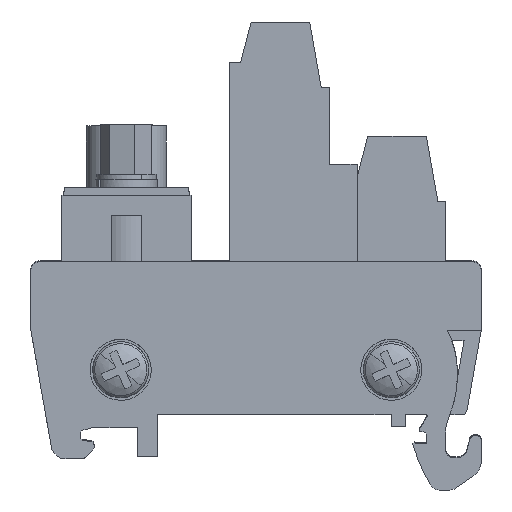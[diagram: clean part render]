
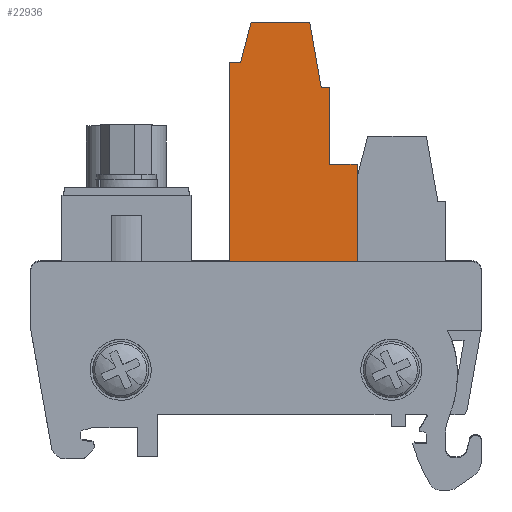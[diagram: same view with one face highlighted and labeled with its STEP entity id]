
A CAD part, left-side view. The second image highlights one B-rep face of the part: STEP entity #22936.
In plain terms, the highlighted planar face has unit normal (-1, 0, 0).
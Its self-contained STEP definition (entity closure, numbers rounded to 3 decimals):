
#22870=AXIS2_PLACEMENT_3D('Plane Axis2P3D',#22867,#22868,#22869) ;
#4070=CARTESIAN_POINT('Vertex',(5.1,25.19,21.5)) ;
#4112=CARTESIAN_POINT('Vertex',(5.1,12.4,21.5)) ;
#4115=CARTESIAN_POINT('Line Origine',(5.1,18.795,21.5)) ;
#21795=CARTESIAN_POINT('Line Origine',(5.1,15.19,36.35)) ;
#21799=CARTESIAN_POINT('Vertex',(5.1,15.19,40.2)) ;
#21801=CARTESIAN_POINT('Vertex',(5.1,15.19,32.5)) ;
#22867=CARTESIAN_POINT('Axis2P3D Location',(5.1,25.19,21.5)) ;
#22872=CARTESIAN_POINT('Line Origine',(5.1,12.4,27.)) ;
#22876=CARTESIAN_POINT('Vertex',(5.1,12.4,32.5)) ;
#22879=CARTESIAN_POINT('Line Origine',(5.1,13.795,32.5)) ;
#22884=CARTESIAN_POINT('Line Origine',(5.1,15.59,40.2)) ;
#22888=CARTESIAN_POINT('Vertex',(5.1,15.99,40.2)) ;
#22891=CARTESIAN_POINT('Line Origine',(5.1,16.565,43.45)) ;
#22895=CARTESIAN_POINT('Vertex',(5.1,17.14,46.7)) ;
#22898=CARTESIAN_POINT('Line Origine',(5.1,20.065,46.7)) ;
#22902=CARTESIAN_POINT('Vertex',(5.1,22.99,46.7)) ;
#22905=CARTESIAN_POINT('Line Origine',(5.1,23.515,44.7)) ;
#22909=CARTESIAN_POINT('Vertex',(5.1,24.04,42.7)) ;
#22912=CARTESIAN_POINT('Line Origine',(5.1,24.615,42.7)) ;
#22916=CARTESIAN_POINT('Vertex',(5.1,25.19,42.7)) ;
#22919=CARTESIAN_POINT('Line Origine',(5.1,25.19,32.1)) ;
#4116=DIRECTION('Vector Direction',(0.,1.,0.)) ;
#21796=DIRECTION('Vector Direction',(0.,0.,-1.)) ;
#22868=DIRECTION('Axis2P3D Direction',(1.,-0.,0.)) ;
#22869=DIRECTION('Axis2P3D XDirection',(0.,0.,-1.)) ;
#22873=DIRECTION('Vector Direction',(0.,0.,1.)) ;
#22880=DIRECTION('Vector Direction',(0.,-1.,0.)) ;
#22885=DIRECTION('Vector Direction',(0.,-1.,0.)) ;
#22892=DIRECTION('Vector Direction',(0.,-0.174,-0.985)) ;
#22899=DIRECTION('Vector Direction',(0.,1.,0.)) ;
#22906=DIRECTION('Vector Direction',(0.,-0.254,0.967)) ;
#22913=DIRECTION('Vector Direction',(0.,-1.,0.)) ;
#22920=DIRECTION('Vector Direction',(0.,0.,1.)) ;
#4117=VECTOR('Line Direction',#4116,1.) ;
#21797=VECTOR('Line Direction',#21796,1.) ;
#22874=VECTOR('Line Direction',#22873,1.) ;
#22881=VECTOR('Line Direction',#22880,1.) ;
#22886=VECTOR('Line Direction',#22885,1.) ;
#22893=VECTOR('Line Direction',#22892,1.) ;
#22900=VECTOR('Line Direction',#22899,1.) ;
#22907=VECTOR('Line Direction',#22906,1.) ;
#22914=VECTOR('Line Direction',#22913,1.) ;
#22921=VECTOR('Line Direction',#22920,1.) ;
#22925=ORIENTED_EDGE('',*,*,#22878,.T.) ;
#22926=ORIENTED_EDGE('',*,*,#22883,.F.) ;
#22927=ORIENTED_EDGE('',*,*,#21803,.F.) ;
#22928=ORIENTED_EDGE('',*,*,#22890,.F.) ;
#22929=ORIENTED_EDGE('',*,*,#22897,.F.) ;
#22930=ORIENTED_EDGE('',*,*,#22904,.T.) ;
#22931=ORIENTED_EDGE('',*,*,#22911,.F.) ;
#22932=ORIENTED_EDGE('',*,*,#22918,.F.) ;
#22933=ORIENTED_EDGE('',*,*,#22923,.F.) ;
#22934=ORIENTED_EDGE('',*,*,#4119,.F.) ;
#22936=ADVANCED_FACE('NONE',(#22935),#22871,.F.) ;
#4119=EDGE_CURVE('',#4113,#4071,#4118,.T.) ;
#21803=EDGE_CURVE('',#21800,#21802,#21798,.T.) ;
#22878=EDGE_CURVE('',#4113,#22877,#22875,.T.) ;
#22883=EDGE_CURVE('',#21802,#22877,#22882,.T.) ;
#22890=EDGE_CURVE('',#22889,#21800,#22887,.T.) ;
#22897=EDGE_CURVE('',#22896,#22889,#22894,.T.) ;
#22904=EDGE_CURVE('',#22896,#22903,#22901,.T.) ;
#22911=EDGE_CURVE('',#22910,#22903,#22908,.T.) ;
#22918=EDGE_CURVE('',#22917,#22910,#22915,.T.) ;
#22923=EDGE_CURVE('',#4071,#22917,#22922,.T.) ;
#22924=EDGE_LOOP('',(#22925,#22926,#22927,#22928,#22929,#22930,#22931,#22932,#22933,#22934)) ;
#22935=FACE_OUTER_BOUND('',#22924,.T.) ;
#4118=LINE('Line',#4115,#4117) ;
#21798=LINE('Line',#21795,#21797) ;
#22875=LINE('Line',#22872,#22874) ;
#22882=LINE('Line',#22879,#22881) ;
#22887=LINE('Line',#22884,#22886) ;
#22894=LINE('Line',#22891,#22893) ;
#22901=LINE('Line',#22898,#22900) ;
#22908=LINE('Line',#22905,#22907) ;
#22915=LINE('Line',#22912,#22914) ;
#22922=LINE('Line',#22919,#22921) ;
#22871=PLANE('',#22870) ;
#4071=VERTEX_POINT('',#4070) ;
#4113=VERTEX_POINT('',#4112) ;
#21800=VERTEX_POINT('',#21799) ;
#21802=VERTEX_POINT('',#21801) ;
#22877=VERTEX_POINT('',#22876) ;
#22889=VERTEX_POINT('',#22888) ;
#22896=VERTEX_POINT('',#22895) ;
#22903=VERTEX_POINT('',#22902) ;
#22910=VERTEX_POINT('',#22909) ;
#22917=VERTEX_POINT('',#22916) ;
